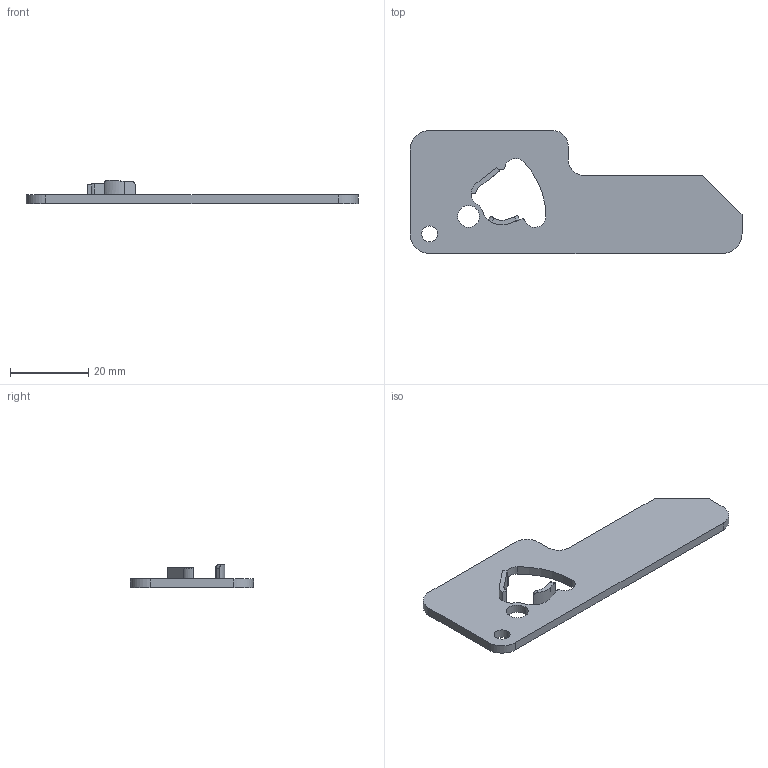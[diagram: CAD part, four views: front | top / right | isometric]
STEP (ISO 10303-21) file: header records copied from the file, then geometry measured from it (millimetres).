
FILE_DESCRIPTION (( 'STEP AP203' ), '1' );
FILE_NAME ('sone3D.STEP', '2014-09-01T08:13:00', ( '' ), ( '' ), 'SwSTEP 2.0', 'SolidWorks 2012', '' );
FILE_SCHEMA (( 'CONFIG_CONTROL_DESIGN' ));
Length unit declared in the file: millimetre
Products named in the file (1): sone3D
Bounding box: 85 x 31.5 x 5.96 mm (x, y, z)
Volume: 4316.6 mm3; surface area: 4524.5 mm2
Topology: 1 solids, 1 shells, 48 faces, 131 edges, 85 vertices
Faces by surface type: cylinder 25, plane 21, torus 2
Entity records: 1628 total; most frequent: CARTESIAN_POINT 304, DIRECTION 266, ORIENTED_EDGE 262, EDGE_CURVE 131, AXIS2_PLACEMENT_3D 95, VERTEX_POINT 85, LINE 76, VECTOR 76
